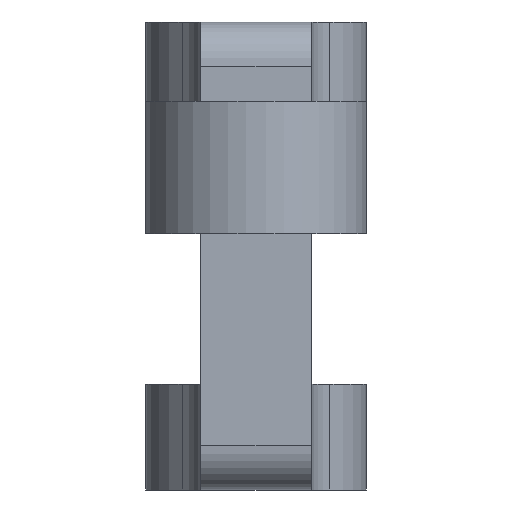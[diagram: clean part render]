
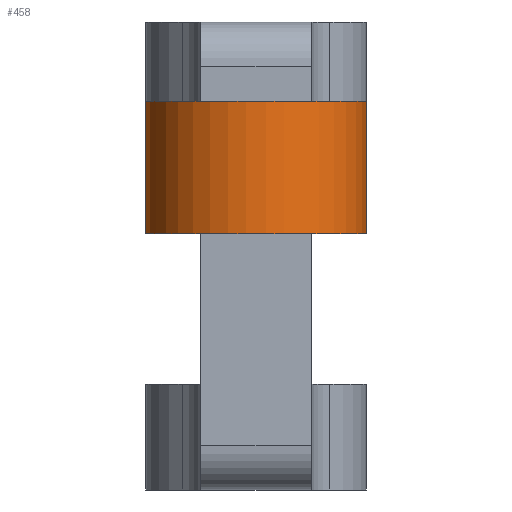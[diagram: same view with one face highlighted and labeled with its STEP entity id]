
A CAD part, front view. The second image highlights one B-rep face of the part: STEP entity #458.
In plain terms, the highlighted cylindrical face has radius 2.5 mm (diameter 5 mm), a partial arc.
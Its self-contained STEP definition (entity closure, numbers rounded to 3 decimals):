
#41=CIRCLE('',#518,2.5);
#42=CIRCLE('',#519,2.5);
#59=CYLINDRICAL_SURFACE('',#517,2.5);
#80=FACE_OUTER_BOUND('',#109,.T.);
#109=EDGE_LOOP('',(#376,#377,#378,#379));
#147=LINE('',#781,#184);
#148=LINE('',#784,#185);
#184=VECTOR('',#641,10.);
#185=VECTOR('',#644,10.);
#225=VERTEX_POINT('',#777);
#226=VERTEX_POINT('',#778);
#227=VERTEX_POINT('',#780);
#228=VERTEX_POINT('',#782);
#283=EDGE_CURVE('',#225,#226,#41,.T.);
#284=EDGE_CURVE('',#226,#227,#147,.T.);
#285=EDGE_CURVE('',#228,#227,#42,.T.);
#286=EDGE_CURVE('',#228,#225,#148,.T.);
#376=ORIENTED_EDGE('',*,*,#283,.T.);
#377=ORIENTED_EDGE('',*,*,#284,.T.);
#378=ORIENTED_EDGE('',*,*,#285,.F.);
#379=ORIENTED_EDGE('',*,*,#286,.T.);
#458=ADVANCED_FACE('',(#80),#59,.T.);
#517=AXIS2_PLACEMENT_3D('',#776,#637,#638);
#518=AXIS2_PLACEMENT_3D('',#779,#639,#640);
#519=AXIS2_PLACEMENT_3D('',#783,#642,#643);
#637=DIRECTION('center_axis',(0.,0.,
1.));
#638=DIRECTION('ref_axis',(0.,-1.,0.));
#639=DIRECTION('center_axis',(0.,0.,
1.));
#640=DIRECTION('ref_axis',(1.,0.,0.));
#641=DIRECTION('',(0.,0.,1.));
#642=DIRECTION('center_axis',(0.,0.,
1.));
#643=DIRECTION('ref_axis',(1.,0.,0.));
#644=DIRECTION('',(0.,0.,-1.));
#776=CARTESIAN_POINT('Origin',(44.853,-9.615,-5.5));
#777=CARTESIAN_POINT('',(42.792,-8.199,-5.));
#778=CARTESIAN_POINT('',(46.913,-8.199,-5.));
#779=CARTESIAN_POINT('Origin',(44.853,-9.615,-5.));
#780=CARTESIAN_POINT('',(46.913,-8.199,-2.));
#781=CARTESIAN_POINT('',(46.913,-8.199,-5.5));
#782=CARTESIAN_POINT('',(42.792,-8.199,-2.));
#783=CARTESIAN_POINT('Origin',(44.853,-9.615,-2.));
#784=CARTESIAN_POINT('',(42.792,-8.199,-5.5));
